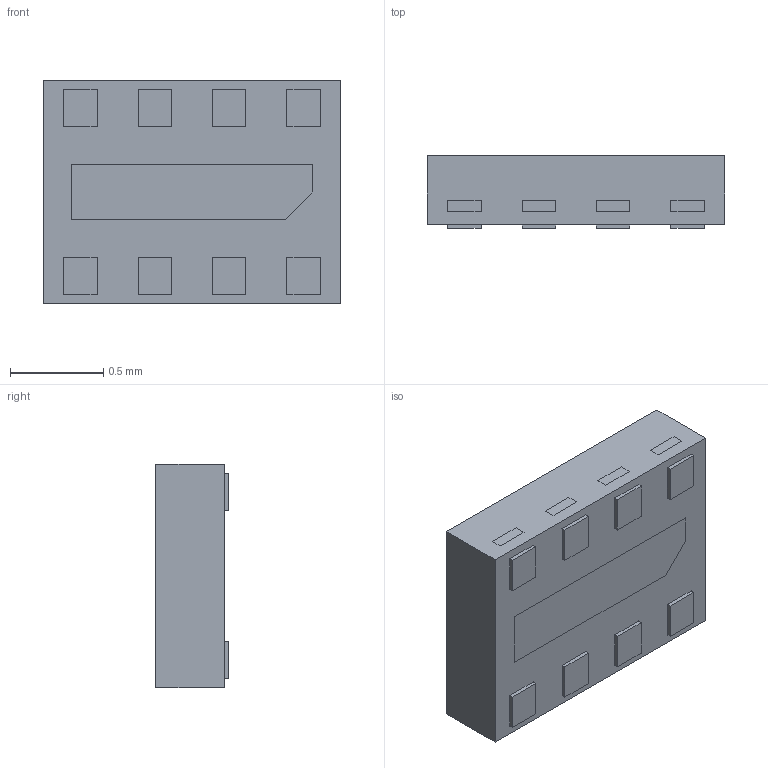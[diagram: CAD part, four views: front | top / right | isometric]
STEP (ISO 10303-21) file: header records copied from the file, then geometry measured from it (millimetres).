
FILE_DESCRIPTION (( 'STEP AP214' ), '1' );
FILE_NAME ('AP7345D-3318RH4-7.STEP', '2024-04-01T03:18:46', ( '' ), ( '' ), 'SwSTEP 2.0', 'SolidWorks 2020', '' );
FILE_SCHEMA (( 'AUTOMOTIVE_DESIGN' ));
Length unit declared in the file: millimetre
Products named in the file (1): AP7345D-3318RH4-7
Bounding box: 1.6 x 0.39 x 1.2 mm (x, y, z)
Volume: 0.7 mm3; surface area: 10 mm2
Topology: 10 solids, 10 shells, 131 faces, 330 edges, 220 vertices
Faces by surface type: plane 131
Entity records: 5432 total; most frequent: CARTESIAN_POINT 682, ORIENTED_EDGE 660, DIRECTION 594, LINE 330, VECTOR 330, EDGE_CURVE 330, VERTEX_POINT 220, EDGE_LOOP 148
